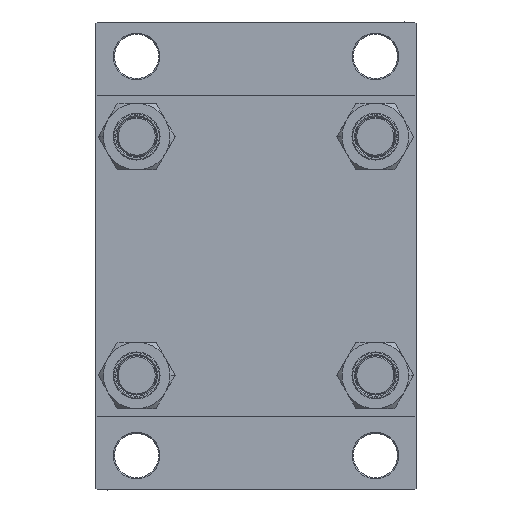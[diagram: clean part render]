
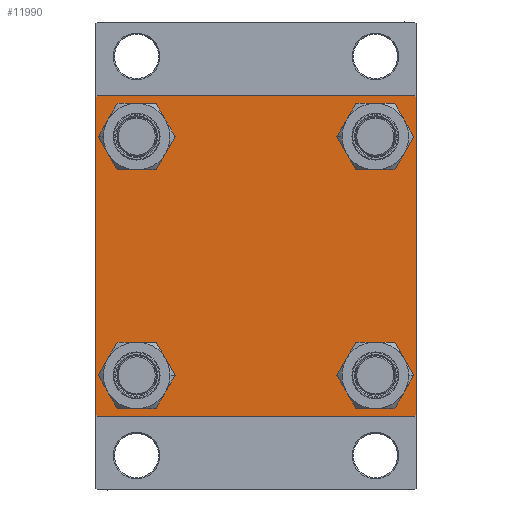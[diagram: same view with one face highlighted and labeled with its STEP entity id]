
A CAD part, left-side view. The second image highlights one B-rep face of the part: STEP entity #11990.
In plain terms, the highlighted planar face has unit normal (-1, 0, 0).
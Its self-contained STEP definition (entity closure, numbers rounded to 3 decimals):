
#29 = DIRECTION ( 'NONE',  ( 0., 0., 1. ) ) ;
#751 = DIRECTION ( 'NONE',  ( 1., 0., 0. ) ) ;
#814 = VERTEX_POINT ( 'NONE', #5148 ) ;
#860 = ORIENTED_EDGE ( 'NONE', *, *, #47368, .T. ) ;
#2152 = FACE_BOUND ( 'NONE', #25203, .T. ) ;
#2424 = AXIS2_PLACEMENT_3D ( 'NONE', #11468, #751, #29 ) ;
#2532 = CARTESIAN_POINT ( 'NONE',  ( 0., -48.45, -48.45 ) ) ;
#2713 = DIRECTION ( 'NONE',  ( 0., 0., 1. ) ) ;
#2796 = CARTESIAN_POINT ( 'NONE',  ( 0., 64.75, -64.75 ) ) ;
#3394 = VERTEX_POINT ( 'NONE', #28363 ) ;
#3510 = DIRECTION ( 'NONE',  ( 0., 0., 1. ) ) ;
#4089 = VERTEX_POINT ( 'NONE', #32476 ) ;
#4309 = CARTESIAN_POINT ( 'NONE',  ( 0., 48.45, -48.45 ) ) ;
#4946 = VECTOR ( 'NONE', #27419, 1000. ) ;
#5011 = CARTESIAN_POINT ( 'NONE',  ( 0., -48.45, -56.95 ) ) ;
#5148 = CARTESIAN_POINT ( 'NONE',  ( 0., 65., 64.5 ) ) ;
#5596 = CARTESIAN_POINT ( 'NONE',  ( 0., 48.45, -56.95 ) ) ;
#5723 = EDGE_LOOP ( 'NONE', ( #29892, #5938 ) ) ;
#5938 = ORIENTED_EDGE ( 'NONE', *, *, #13661, .T. ) ;
#6207 = CARTESIAN_POINT ( 'NONE',  ( 0., -65., 65. ) ) ;
#6567 = VERTEX_POINT ( 'NONE', #20381 ) ;
#6771 = FACE_OUTER_BOUND ( 'NONE', #44154, .T. ) ;
#6886 = DIRECTION ( 'NONE',  ( 0., 0., 1. ) ) ;
#7410 = CARTESIAN_POINT ( 'NONE',  ( 0., 48.45, 48.45 ) ) ;
#7887 = DIRECTION ( 'NONE',  ( 0., -0.707, -0.707 ) ) ;
#8193 = LINE ( 'NONE', #16002, #38333 ) ;
#8706 = AXIS2_PLACEMENT_3D ( 'NONE', #10185, #13854, #35759 ) ;
#9010 = AXIS2_PLACEMENT_3D ( 'NONE', #37035, #44088, #2713 ) ;
#9064 = CARTESIAN_POINT ( 'NONE',  ( 0., -64.75, 64.75 ) ) ;
#9509 = VERTEX_POINT ( 'NONE', #5596 ) ;
#9540 = LINE ( 'NONE', #39476, #15665 ) ;
#9599 = VECTOR ( 'NONE', #7887, 1000. ) ;
#9604 = DIRECTION ( 'NONE',  ( 0., 0., 1. ) ) ;
#9771 = DIRECTION ( 'NONE',  ( 0., -0.707, 0.707 ) ) ;
#9935 = VERTEX_POINT ( 'NONE', #44456 ) ;
#10185 = CARTESIAN_POINT ( 'NONE',  ( 0., 0., 0. ) ) ;
#10238 = EDGE_CURVE ( 'NONE', #17963, #20821, #30426, .T. ) ;
#10788 = AXIS2_PLACEMENT_3D ( 'NONE', #47784, #21290, #6886 ) ;
#10851 = CIRCLE ( 'NONE', #34928, 8.5 ) ;
#10856 = LINE ( 'NONE', #40791, #13689 ) ;
#11468 = CARTESIAN_POINT ( 'NONE',  ( 0., 48.45, 48.45 ) ) ;
#11990 = ADVANCED_FACE ( 'NONE', ( #20929, #17519, #47427, #2152, #6771 ), #14345, .T. ) ;
#12049 = ORIENTED_EDGE ( 'NONE', *, *, #13371, .T. ) ;
#12710 = VECTOR ( 'NONE', #19400, 1000. ) ;
#13063 = ORIENTED_EDGE ( 'NONE', *, *, #20121, .T. ) ;
#13371 = EDGE_CURVE ( 'NONE', #6567, #814, #10856, .T. ) ;
#13511 = ORIENTED_EDGE ( 'NONE', *, *, #14376, .T. ) ;
#13661 = EDGE_CURVE ( 'NONE', #9509, #3394, #47861, .T. ) ;
#13689 = VECTOR ( 'NONE', #25724, 1000. ) ;
#13854 = DIRECTION ( 'NONE',  ( -1., 0., 0. ) ) ;
#14345 = PLANE ( 'NONE',  #8706 ) ;
#14376 = EDGE_CURVE ( 'NONE', #43020, #40273, #26170, .T. ) ;
#15665 = VECTOR ( 'NONE', #46533, 1000. ) ;
#15747 = LINE ( 'NONE', #34715, #12710 ) ;
#15960 = ORIENTED_EDGE ( 'NONE', *, *, #47307, .T. ) ;
#16000 = DIRECTION ( 'NONE',  ( 0., 0., 1. ) ) ;
#16002 = CARTESIAN_POINT ( 'NONE',  ( 0., 65., -65. ) ) ;
#16766 = CARTESIAN_POINT ( 'NONE',  ( 0., -48.45, -48.45 ) ) ;
#17084 = CARTESIAN_POINT ( 'NONE',  ( 0., -64.5, -65. ) ) ;
#17519 = FACE_BOUND ( 'NONE', #33202, .T. ) ;
#17833 = AXIS2_PLACEMENT_3D ( 'NONE', #4309, #30126, #16000 ) ;
#17963 = VERTEX_POINT ( 'NONE', #28020 ) ;
#18145 = EDGE_LOOP ( 'NONE', ( #37164, #13063 ) ) ;
#18799 = CARTESIAN_POINT ( 'NONE',  ( 0., 65., -64.5 ) ) ;
#19284 = VERTEX_POINT ( 'NONE', #17084 ) ;
#19400 = DIRECTION ( 'NONE',  ( 0., -1., 0. ) ) ;
#19635 = ORIENTED_EDGE ( 'NONE', *, *, #10238, .T. ) ;
#20121 = EDGE_CURVE ( 'NONE', #45315, #4089, #25583, .T. ) ;
#20381 = CARTESIAN_POINT ( 'NONE',  ( 0., 64.5, 65. ) ) ;
#20686 = DIRECTION ( 'NONE',  ( 1., 0., 0. ) ) ;
#20821 = VERTEX_POINT ( 'NONE', #27657 ) ;
#20929 = FACE_BOUND ( 'NONE', #18145, .T. ) ;
#21202 = EDGE_CURVE ( 'NONE', #3394, #9509, #38794, .T. ) ;
#21290 = DIRECTION ( 'NONE',  ( 1., 0., 0. ) ) ;
#21331 = LINE ( 'NONE', #2796, #9599 ) ;
#21546 = DIRECTION ( 'NONE',  ( 1., 0., 0. ) ) ;
#22095 = ORIENTED_EDGE ( 'NONE', *, *, #36735, .T. ) ;
#22206 = ORIENTED_EDGE ( 'NONE', *, *, #47092, .F. ) ;
#22850 = EDGE_CURVE ( 'NONE', #4089, #45315, #40319, .T. ) ;
#23937 = DIRECTION ( 'NONE',  ( 0., 0.707, 0.707 ) ) ;
#24441 = EDGE_CURVE ( 'NONE', #40273, #43020, #10851, .T. ) ;
#25203 = EDGE_LOOP ( 'NONE', ( #15960, #19635 ) ) ;
#25352 = CARTESIAN_POINT ( 'NONE',  ( 0., -64.5, 65. ) ) ;
#25375 = LINE ( 'NONE', #43129, #35945 ) ;
#25583 = CIRCLE ( 'NONE', #10788, 8.5 ) ;
#25724 = DIRECTION ( 'NONE',  ( 0., 0.707, -0.707 ) ) ;
#25858 = VERTEX_POINT ( 'NONE', #47594 ) ;
#26170 = CIRCLE ( 'NONE', #40156, 8.5 ) ;
#27419 = DIRECTION ( 'NONE',  ( 0., 0., -1. ) ) ;
#27657 = CARTESIAN_POINT ( 'NONE',  ( 0., 48.45, 56.95 ) ) ;
#28020 = CARTESIAN_POINT ( 'NONE',  ( 0., 48.45, 39.95 ) ) ;
#28198 = DIRECTION ( 'NONE',  ( 0., 0., 1. ) ) ;
#28289 = AXIS2_PLACEMENT_3D ( 'NONE', #7410, #32762, #3510 ) ;
#28363 = CARTESIAN_POINT ( 'NONE',  ( 0., 48.45, -39.95 ) ) ;
#29892 = ORIENTED_EDGE ( 'NONE', *, *, #21202, .T. ) ;
#30126 = DIRECTION ( 'NONE',  ( 1., 0., 0. ) ) ;
#30426 = CIRCLE ( 'NONE', #2424, 8.5 ) ;
#30553 = EDGE_CURVE ( 'NONE', #19284, #25858, #25375, .T. ) ;
#30928 = VERTEX_POINT ( 'NONE', #45696 ) ;
#31901 = VECTOR ( 'NONE', #23937, 1000. ) ;
#32187 = CIRCLE ( 'NONE', #28289, 8.5 ) ;
#32476 = CARTESIAN_POINT ( 'NONE',  ( 0., -48.45, 56.95 ) ) ;
#32762 = DIRECTION ( 'NONE',  ( 1., 0., 0. ) ) ;
#33202 = EDGE_LOOP ( 'NONE', ( #13511, #39560 ) ) ;
#34500 = DIRECTION ( 'NONE',  ( 0., -1., 0. ) ) ;
#34685 = VERTEX_POINT ( 'NONE', #25352 ) ;
#34715 = CARTESIAN_POINT ( 'NONE',  ( 0., 65., 65. ) ) ;
#34762 = CARTESIAN_POINT ( 'NONE',  ( 0., -48.45, -39.95 ) ) ;
#34928 = AXIS2_PLACEMENT_3D ( 'NONE', #16766, #46203, #28198 ) ;
#35186 = CARTESIAN_POINT ( 'NONE',  ( 0., -48.45, 39.95 ) ) ;
#35518 = DIRECTION ( 'NONE',  ( 0., 0., 1. ) ) ;
#35759 = DIRECTION ( 'NONE',  ( 0., 0., 1. ) ) ;
#35945 = VECTOR ( 'NONE', #9771, 1000. ) ;
#36699 = ORIENTED_EDGE ( 'NONE', *, *, #42269, .T. ) ;
#36735 = EDGE_CURVE ( 'NONE', #30928, #19284, #8193, .T. ) ;
#37035 = CARTESIAN_POINT ( 'NONE',  ( 0., 48.45, -48.45 ) ) ;
#37164 = ORIENTED_EDGE ( 'NONE', *, *, #22850, .T. ) ;
#38014 = ORIENTED_EDGE ( 'NONE', *, *, #47211, .F. ) ;
#38150 = ORIENTED_EDGE ( 'NONE', *, *, #30553, .T. ) ;
#38333 = VECTOR ( 'NONE', #34500, 1000. ) ;
#38772 = ORIENTED_EDGE ( 'NONE', *, *, #39626, .T. ) ;
#38794 = CIRCLE ( 'NONE', #17833, 8.5 ) ;
#39476 = CARTESIAN_POINT ( 'NONE',  ( 0., 65., 65. ) ) ;
#39553 = LINE ( 'NONE', #6207, #4946 ) ;
#39560 = ORIENTED_EDGE ( 'NONE', *, *, #24441, .T. ) ;
#39626 = EDGE_CURVE ( 'NONE', #9935, #34685, #42422, .T. ) ;
#40156 = AXIS2_PLACEMENT_3D ( 'NONE', #2532, #21546, #9604 ) ;
#40273 = VERTEX_POINT ( 'NONE', #5011 ) ;
#40319 = CIRCLE ( 'NONE', #43412, 8.5 ) ;
#40791 = CARTESIAN_POINT ( 'NONE',  ( 0., 64.75, 64.75 ) ) ;
#42269 = EDGE_CURVE ( 'NONE', #814, #46400, #9540, .T. ) ;
#42422 = LINE ( 'NONE', #9064, #31901 ) ;
#43020 = VERTEX_POINT ( 'NONE', #34762 ) ;
#43129 = CARTESIAN_POINT ( 'NONE',  ( 0., -64.75, -64.75 ) ) ;
#43412 = AXIS2_PLACEMENT_3D ( 'NONE', #45985, #20686, #35518 ) ;
#44088 = DIRECTION ( 'NONE',  ( 1., 0., 0. ) ) ;
#44154 = EDGE_LOOP ( 'NONE', ( #36699, #860, #22095, #38150, #38014, #38772, #22206, #12049 ) ) ;
#44456 = CARTESIAN_POINT ( 'NONE',  ( 0., -65., 64.5 ) ) ;
#45315 = VERTEX_POINT ( 'NONE', #35186 ) ;
#45696 = CARTESIAN_POINT ( 'NONE',  ( 0., 64.5, -65. ) ) ;
#45985 = CARTESIAN_POINT ( 'NONE',  ( 0., -48.45, 48.45 ) ) ;
#46203 = DIRECTION ( 'NONE',  ( 1., 0., 0. ) ) ;
#46400 = VERTEX_POINT ( 'NONE', #18799 ) ;
#46533 = DIRECTION ( 'NONE',  ( 0., 0., -1. ) ) ;
#47092 = EDGE_CURVE ( 'NONE', #6567, #34685, #15747, .T. ) ;
#47211 = EDGE_CURVE ( 'NONE', #9935, #25858, #39553, .T. ) ;
#47307 = EDGE_CURVE ( 'NONE', #20821, #17963, #32187, .T. ) ;
#47368 = EDGE_CURVE ( 'NONE', #46400, #30928, #21331, .T. ) ;
#47427 = FACE_BOUND ( 'NONE', #5723, .T. ) ;
#47594 = CARTESIAN_POINT ( 'NONE',  ( 0., -65., -64.5 ) ) ;
#47784 = CARTESIAN_POINT ( 'NONE',  ( 0., -48.45, 48.45 ) ) ;
#47861 = CIRCLE ( 'NONE', #9010, 8.5 ) ;
